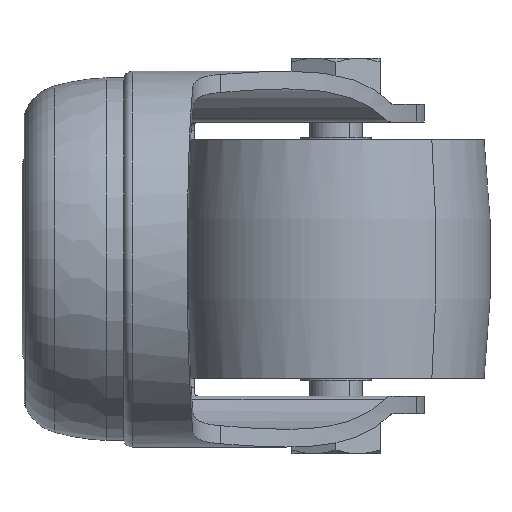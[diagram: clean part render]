
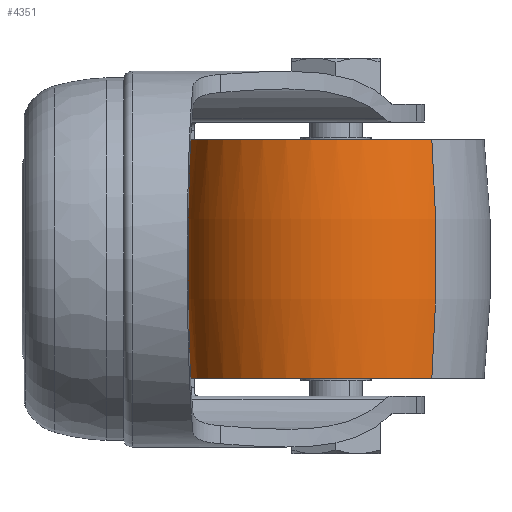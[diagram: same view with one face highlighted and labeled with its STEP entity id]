
A CAD part, left-side view. The second image highlights one B-rep face of the part: STEP entity #4351.
In plain terms, the highlighted toroidal (fillet/blend) face has major radius 104.375 mm and minor radius 121.875 mm.
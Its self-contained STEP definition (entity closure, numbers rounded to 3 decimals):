
#114 = CARTESIAN_POINT ( 'NONE',  ( 4.229, -46.338, 13.5 ) ) ;
#573 = CIRCLE ( 'NONE', #5183, 121.875 ) ;
#1138 = DIRECTION ( 'NONE',  ( 0., 0., -1. ) ) ;
#1563 = ORIENTED_EDGE ( 'NONE', *, *, #4760, .T. ) ;
#1760 = VERTEX_POINT ( 'NONE', #3712 ) ;
#2024 = VERTEX_POINT ( 'NONE', #9831 ) ;
#2044 = VERTEX_POINT ( 'NONE', #114 ) ;
#3564 = VERTEX_POINT ( 'NONE', #8464 ) ;
#3609 = CARTESIAN_POINT ( 'NONE',  ( -62.584, -103.032, 0. ) ) ;
#3678 = CIRCLE ( 'NONE', #5337, 16.75 ) ;
#3712 = CARTESIAN_POINT ( 'NONE',  ( 4.229, -46.338, -13.5 ) ) ;
#4165 = CARTESIAN_POINT ( 'NONE',  ( 17., -35.5, -13.5 ) ) ;
#4225 = ORIENTED_EDGE ( 'NONE', *, *, #6260, .F. ) ;
#4351 = ADVANCED_FACE ( 'NONE', ( #5384 ), #7160, .T. ) ;
#4760 = EDGE_CURVE ( 'NONE', #2044, #3564, #10938, .T. ) ;
#5118 = DIRECTION ( 'NONE',  ( -0.762, -0.647, 0. ) ) ;
#5183 = AXIS2_PLACEMENT_3D ( 'NONE', #10706, #7680, #9579 ) ;
#5337 = AXIS2_PLACEMENT_3D ( 'NONE', #4165, #1138, #5118 ) ;
#5384 = FACE_OUTER_BOUND ( 'NONE', #12286, .T. ) ;
#5486 = DIRECTION ( 'NONE',  ( -0.762, -0.647, 0. ) ) ;
#5503 = DIRECTION ( 'NONE',  ( 0., 0., -1. ) ) ;
#5914 = AXIS2_PLACEMENT_3D ( 'NONE', #3609, #11347, #5486 ) ;
#5920 = AXIS2_PLACEMENT_3D ( 'NONE', #11084, #12038, #10295 ) ;
#6260 = EDGE_CURVE ( 'NONE', #1760, #2024, #3678, .T. ) ;
#7160 = TOROIDAL_SURFACE ( 'NONE', #8813, -104.375, 121.875 ) ;
#7511 = EDGE_CURVE ( 'NONE', #3564, #2024, #10084, .T. ) ;
#7680 = DIRECTION ( 'NONE',  ( 0.647, -0.762, 0. ) ) ;
#8120 = ORIENTED_EDGE ( 'NONE', *, *, #7511, .T. ) ;
#8464 = CARTESIAN_POINT ( 'NONE',  ( 29.771, -24.662, 13.5 ) ) ;
#8813 = AXIS2_PLACEMENT_3D ( 'NONE', #10478, #5503, #9553 ) ;
#9385 = ORIENTED_EDGE ( 'NONE', *, *, #11936, .F. ) ;
#9553 = DIRECTION ( 'NONE',  ( -0.762, -0.647, 0. ) ) ;
#9579 = DIRECTION ( 'NONE',  ( 0.762, 0.647, 0. ) ) ;
#9831 = CARTESIAN_POINT ( 'NONE',  ( 29.771, -24.662, -13.5 ) ) ;
#10084 = CIRCLE ( 'NONE', #5914, 121.875 ) ;
#10295 = DIRECTION ( 'NONE',  ( -0.762, -0.647, 0. ) ) ;
#10478 = CARTESIAN_POINT ( 'NONE',  ( 17., -35.5, 0. ) ) ;
#10706 = CARTESIAN_POINT ( 'NONE',  ( 96.584, 32.032, 0. ) ) ;
#10938 = CIRCLE ( 'NONE', #5920, 16.75 ) ;
#11084 = CARTESIAN_POINT ( 'NONE',  ( 17., -35.5, 13.5 ) ) ;
#11347 = DIRECTION ( 'NONE',  ( -0.647, 0.762, 0. ) ) ;
#11936 = EDGE_CURVE ( 'NONE', #2044, #1760, #573, .T. ) ;
#12038 = DIRECTION ( 'NONE',  ( 0., 0., -1. ) ) ;
#12286 = EDGE_LOOP ( 'NONE', ( #1563, #8120, #4225, #9385 ) ) ;
